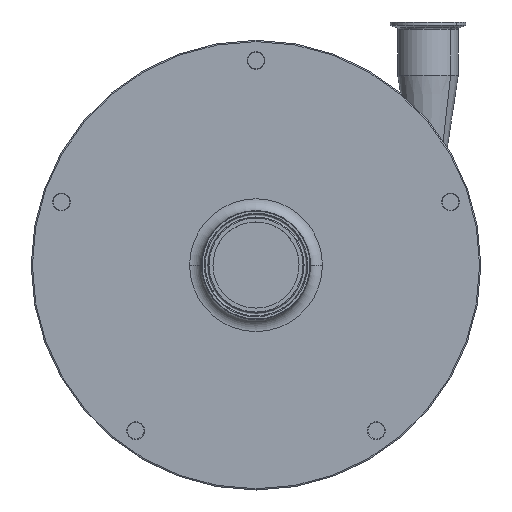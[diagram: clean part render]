
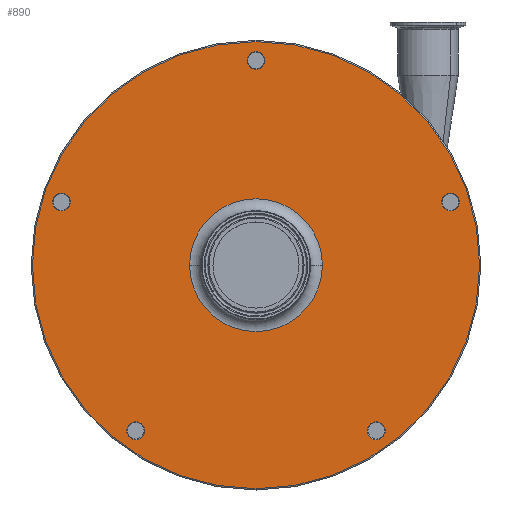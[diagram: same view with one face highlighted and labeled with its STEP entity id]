
A CAD part, top view. The second image highlights one B-rep face of the part: STEP entity #890.
In plain terms, the highlighted planar face has unit normal (0, 0, 1).
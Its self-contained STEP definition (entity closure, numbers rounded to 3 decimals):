
#27 = CARTESIAN_POINT ( 'NONE',  ( -101.393, -147.055, 29.5 ) ) ;
#52 = CIRCLE ( 'NONE', #2181, 7.5 ) ;
#58 = ORIENTED_EDGE ( 'NONE', *, *, #6275, .T. ) ;
#113 = VERTEX_POINT ( 'NONE', #27 ) ;
#122 = CIRCLE ( 'NONE', #925, 7.5 ) ;
#168 = AXIS2_PLACEMENT_3D ( 'NONE', #5707, #2351, #2387 ) ;
#186 = EDGE_CURVE ( 'NONE', #623, #2542, #6228, .T. ) ;
#259 = DIRECTION ( 'NONE',  ( -1., 0., 0. ) ) ;
#314 = FACE_OUTER_BOUND ( 'NONE', #6138, .T. ) ;
#352 = FACE_BOUND ( 'NONE', #1863, .T. ) ;
#353 = CIRCLE ( 'NONE', #2492, 7.5 ) ;
#411 = CIRCLE ( 'NONE', #3964, 56. ) ;
#422 = CARTESIAN_POINT ( 'NONE',  ( 164.057, 53.305, 29.5 ) ) ;
#428 = CARTESIAN_POINT ( 'NONE',  ( -101.393, -139.555, 29.5 ) ) ;
#432 = CIRCLE ( 'NONE', #524, 188.5 ) ;
#499 = DIRECTION ( 'NONE',  ( 0., 0., 1. ) ) ;
#524 = AXIS2_PLACEMENT_3D ( 'NONE', #4232, #6156, #3208 ) ;
#584 = ORIENTED_EDGE ( 'NONE', *, *, #2167, .T. ) ;
#623 = VERTEX_POINT ( 'NONE', #3823 ) ;
#741 = ORIENTED_EDGE ( 'NONE', *, *, #186, .F. ) ;
#837 = ORIENTED_EDGE ( 'NONE', *, *, #2829, .F. ) ;
#873 = EDGE_CURVE ( 'NONE', #2209, #3193, #432, .T. ) ;
#890 = ADVANCED_FACE ( 'NONE', ( #5554, #5644, #352, #2742, #4685, #314, #1781 ), #3715, .F. ) ;
#892 = DIRECTION ( 'NONE',  ( 0., -1., 0. ) ) ;
#925 = AXIS2_PLACEMENT_3D ( 'NONE', #4534, #1703, #6142 ) ;
#928 = EDGE_CURVE ( 'NONE', #1197, #2977, #122, .T. ) ;
#967 = CARTESIAN_POINT ( 'NONE',  ( 164.057, 53.305, 29.5 ) ) ;
#1089 = ORIENTED_EDGE ( 'NONE', *, *, #4806, .F. ) ;
#1090 = ORIENTED_EDGE ( 'NONE', *, *, #3730, .F. ) ;
#1103 = CIRCLE ( 'NONE', #5093, 7.5 ) ;
#1106 = EDGE_CURVE ( 'NONE', #5046, #113, #5939, .T. ) ;
#1134 = CARTESIAN_POINT ( 'NONE',  ( -7.5, 172.5, 29.5 ) ) ;
#1182 = VERTEX_POINT ( 'NONE', #4604 ) ;
#1197 = VERTEX_POINT ( 'NONE', #1799 ) ;
#1286 = DIRECTION ( 'NONE',  ( 0., 0., 1. ) ) ;
#1289 = DIRECTION ( 'NONE',  ( 0., 0., -1. ) ) ;
#1293 = CARTESIAN_POINT ( 'NONE',  ( 0., 189.5, 29.5 ) ) ;
#1324 = CARTESIAN_POINT ( 'NONE',  ( 0., 0., 29.5 ) ) ;
#1379 = DIRECTION ( 'NONE',  ( 0., 0., 1. ) ) ;
#1447 = ORIENTED_EDGE ( 'NONE', *, *, #928, .F. ) ;
#1491 = CARTESIAN_POINT ( 'NONE',  ( 101.393, -147.055, 29.5 ) ) ;
#1542 = CARTESIAN_POINT ( 'NONE',  ( 56., 0., 29.5 ) ) ;
#1648 = CIRCLE ( 'NONE', #2677, 56. ) ;
#1703 = DIRECTION ( 'NONE',  ( 0., 0., 1. ) ) ;
#1724 = VERTEX_POINT ( 'NONE', #5480 ) ;
#1781 = FACE_BOUND ( 'NONE', #4900, .T. ) ;
#1799 = CARTESIAN_POINT ( 'NONE',  ( 101.393, -132.055, 29.5 ) ) ;
#1826 = CARTESIAN_POINT ( 'NONE',  ( 0., 0., 29.5 ) ) ;
#1863 = EDGE_LOOP ( 'NONE', ( #1089, #1447 ) ) ;
#1922 = AXIS2_PLACEMENT_3D ( 'NONE', #428, #1379, #2788 ) ;
#1998 = DIRECTION ( 'NONE',  ( 0., 0., 1. ) ) ;
#2077 = EDGE_LOOP ( 'NONE', ( #6041, #1090 ) ) ;
#2095 = DIRECTION ( 'NONE',  ( 0., 0., 1. ) ) ;
#2167 = EDGE_CURVE ( 'NONE', #3933, #1182, #1648, .T. ) ;
#2177 = DIRECTION ( 'NONE',  ( 0., 0., 1. ) ) ;
#2181 = AXIS2_PLACEMENT_3D ( 'NONE', #2249, #1286, #3233 ) ;
#2209 = VERTEX_POINT ( 'NONE', #4712 ) ;
#2249 = CARTESIAN_POINT ( 'NONE',  ( 0., 172.5, 29.5 ) ) ;
#2256 = DIRECTION ( 'NONE',  ( 0., 0., 1. ) ) ;
#2341 = EDGE_LOOP ( 'NONE', ( #2767, #3453 ) ) ;
#2351 = DIRECTION ( 'NONE',  ( 0., 0., 1. ) ) ;
#2387 = DIRECTION ( 'NONE',  ( 0., -1., 0. ) ) ;
#2492 = AXIS2_PLACEMENT_3D ( 'NONE', #3038, #2095, #4464 ) ;
#2542 = VERTEX_POINT ( 'NONE', #4189 ) ;
#2583 = CIRCLE ( 'NONE', #6146, 7.5 ) ;
#2616 = CARTESIAN_POINT ( 'NONE',  ( 0., 172.5, 29.5 ) ) ;
#2623 = DIRECTION ( 'NONE',  ( 0., -1., 0. ) ) ;
#2644 = DIRECTION ( 'NONE',  ( 0., -1., 0. ) ) ;
#2677 = AXIS2_PLACEMENT_3D ( 'NONE', #1324, #1289, #5263 ) ;
#2742 = FACE_BOUND ( 'NONE', #5505, .T. ) ;
#2767 = ORIENTED_EDGE ( 'NONE', *, *, #5566, .F. ) ;
#2784 = EDGE_LOOP ( 'NONE', ( #3066, #4145 ) ) ;
#2788 = DIRECTION ( 'NONE',  ( 0., -1., 0. ) ) ;
#2829 = EDGE_CURVE ( 'NONE', #2542, #623, #4425, .T. ) ;
#2977 = VERTEX_POINT ( 'NONE', #1491 ) ;
#2979 = ORIENTED_EDGE ( 'NONE', *, *, #4929, .T. ) ;
#2990 = DIRECTION ( 'NONE',  ( 1., 0., 0. ) ) ;
#3038 = CARTESIAN_POINT ( 'NONE',  ( -164.057, 53.305, 29.5 ) ) ;
#3066 = ORIENTED_EDGE ( 'NONE', *, *, #5827, .F. ) ;
#3121 = DIRECTION ( 'NONE',  ( 0., -1., 0. ) ) ;
#3135 = EDGE_CURVE ( 'NONE', #4101, #5746, #2583, .T. ) ;
#3193 = VERTEX_POINT ( 'NONE', #4556 ) ;
#3208 = DIRECTION ( 'NONE',  ( -1., 0., 0. ) ) ;
#3233 = DIRECTION ( 'NONE',  ( 1., 0., 0. ) ) ;
#3240 = DIRECTION ( 'NONE',  ( 0., 0., -1. ) ) ;
#3453 = ORIENTED_EDGE ( 'NONE', *, *, #1106, .F. ) ;
#3468 = AXIS2_PLACEMENT_3D ( 'NONE', #422, #4315, #892 ) ;
#3546 = EDGE_CURVE ( 'NONE', #5286, #1724, #353, .T. ) ;
#3630 = CIRCLE ( 'NONE', #168, 7.5 ) ;
#3715 = PLANE ( 'NONE',  #6125 ) ;
#3726 = AXIS2_PLACEMENT_3D ( 'NONE', #5963, #499, #5000 ) ;
#3730 = EDGE_CURVE ( 'NONE', #5746, #4101, #52, .T. ) ;
#3823 = CARTESIAN_POINT ( 'NONE',  ( 164.057, 45.805, 29.5 ) ) ;
#3933 = VERTEX_POINT ( 'NONE', #1542 ) ;
#3964 = AXIS2_PLACEMENT_3D ( 'NONE', #1826, #4665, #259 ) ;
#4101 = VERTEX_POINT ( 'NONE', #4320 ) ;
#4122 = CARTESIAN_POINT ( 'NONE',  ( -101.393, -132.055, 29.5 ) ) ;
#4145 = ORIENTED_EDGE ( 'NONE', *, *, #3546, .F. ) ;
#4189 = CARTESIAN_POINT ( 'NONE',  ( 164.057, 60.805, 29.5 ) ) ;
#4232 = CARTESIAN_POINT ( 'NONE',  ( 0., 0., 29.5 ) ) ;
#4259 = CIRCLE ( 'NONE', #1922, 7.5 ) ;
#4315 = DIRECTION ( 'NONE',  ( 0., 0., 1. ) ) ;
#4320 = CARTESIAN_POINT ( 'NONE',  ( 7.5, 172.5, 29.5 ) ) ;
#4359 = CIRCLE ( 'NONE', #3726, 188.5 ) ;
#4425 = CIRCLE ( 'NONE', #5952, 7.5 ) ;
#4464 = DIRECTION ( 'NONE',  ( 0., -1., 0. ) ) ;
#4534 = CARTESIAN_POINT ( 'NONE',  ( 101.393, -139.555, 29.5 ) ) ;
#4556 = CARTESIAN_POINT ( 'NONE',  ( -188.5, 0., 29.5 ) ) ;
#4587 = DIRECTION ( 'NONE',  ( -1., 0., 0. ) ) ;
#4604 = CARTESIAN_POINT ( 'NONE',  ( -56., 0., 29.5 ) ) ;
#4665 = DIRECTION ( 'NONE',  ( 0., 0., -1. ) ) ;
#4683 = CARTESIAN_POINT ( 'NONE',  ( -164.057, 53.305, 29.5 ) ) ;
#4685 = FACE_BOUND ( 'NONE', #2077, .T. ) ;
#4712 = CARTESIAN_POINT ( 'NONE',  ( 188.5, 0., 29.5 ) ) ;
#4806 = EDGE_CURVE ( 'NONE', #2977, #1197, #3630, .T. ) ;
#4900 = EDGE_LOOP ( 'NONE', ( #58, #584 ) ) ;
#4929 = EDGE_CURVE ( 'NONE', #3193, #2209, #4359, .T. ) ;
#5000 = DIRECTION ( 'NONE',  ( -1., 0., 0. ) ) ;
#5046 = VERTEX_POINT ( 'NONE', #4122 ) ;
#5093 = AXIS2_PLACEMENT_3D ( 'NONE', #4683, #2256, #2644 ) ;
#5218 = ORIENTED_EDGE ( 'NONE', *, *, #873, .T. ) ;
#5263 = DIRECTION ( 'NONE',  ( -1., 0., 0. ) ) ;
#5286 = VERTEX_POINT ( 'NONE', #5442 ) ;
#5442 = CARTESIAN_POINT ( 'NONE',  ( -164.057, 60.805, 29.5 ) ) ;
#5480 = CARTESIAN_POINT ( 'NONE',  ( -164.057, 45.805, 29.5 ) ) ;
#5505 = EDGE_LOOP ( 'NONE', ( #741, #837 ) ) ;
#5554 = FACE_BOUND ( 'NONE', #2784, .T. ) ;
#5566 = EDGE_CURVE ( 'NONE', #113, #5046, #4259, .T. ) ;
#5644 = FACE_BOUND ( 'NONE', #2341, .T. ) ;
#5707 = CARTESIAN_POINT ( 'NONE',  ( 101.393, -139.555, 29.5 ) ) ;
#5746 = VERTEX_POINT ( 'NONE', #1134 ) ;
#5827 = EDGE_CURVE ( 'NONE', #1724, #5286, #1103, .T. ) ;
#5939 = CIRCLE ( 'NONE', #6245, 7.5 ) ;
#5952 = AXIS2_PLACEMENT_3D ( 'NONE', #967, #1998, #2623 ) ;
#5963 = CARTESIAN_POINT ( 'NONE',  ( 0., 0., 29.5 ) ) ;
#5970 = DIRECTION ( 'NONE',  ( 0., 0., 1. ) ) ;
#6041 = ORIENTED_EDGE ( 'NONE', *, *, #3135, .F. ) ;
#6100 = CARTESIAN_POINT ( 'NONE',  ( -101.393, -139.555, 29.5 ) ) ;
#6125 = AXIS2_PLACEMENT_3D ( 'NONE', #1293, #3240, #4587 ) ;
#6138 = EDGE_LOOP ( 'NONE', ( #2979, #5218 ) ) ;
#6142 = DIRECTION ( 'NONE',  ( 0., -1., 0. ) ) ;
#6146 = AXIS2_PLACEMENT_3D ( 'NONE', #2616, #5970, #2990 ) ;
#6156 = DIRECTION ( 'NONE',  ( 0., 0., 1. ) ) ;
#6228 = CIRCLE ( 'NONE', #3468, 7.5 ) ;
#6245 = AXIS2_PLACEMENT_3D ( 'NONE', #6100, #2177, #3121 ) ;
#6275 = EDGE_CURVE ( 'NONE', #1182, #3933, #411, .T. ) ;
